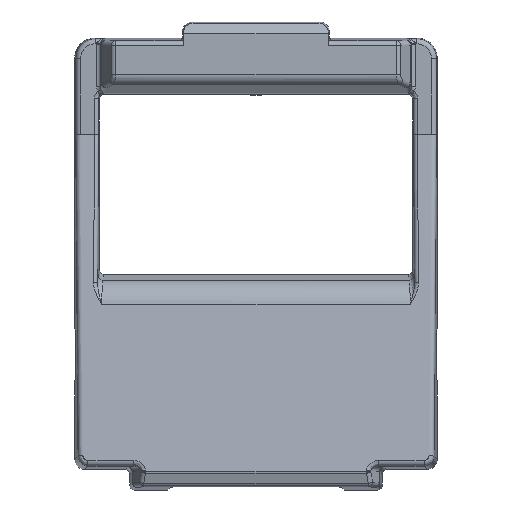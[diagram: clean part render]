
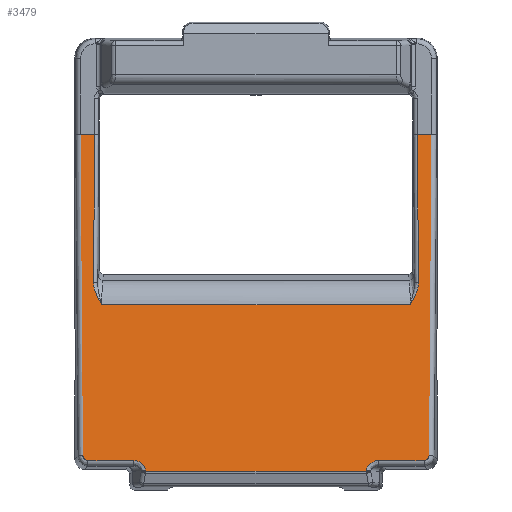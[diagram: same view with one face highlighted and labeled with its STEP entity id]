
A CAD part, top view. The second image highlights one B-rep face of the part: STEP entity #3479.
In plain terms, the highlighted face is planar.
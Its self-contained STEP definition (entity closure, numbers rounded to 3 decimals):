
#1549=CARTESIAN_POINT('',(-25.31,-1.425,17.92));
#1550=VERTEX_POINT('',#1549);
#1558=CARTESIAN_POINT('',(-25.31,-1.425,16.485));
#1559=VERTEX_POINT('',#1558);
#1560=CARTESIAN_POINT('',(-25.31,-1.425,17.92));
#1561=DIRECTION('',(0.0,0.0,-1.0));
#1562=VECTOR('',#1561,1.436);
#1563=LINE('',#1560,#1562);
#1564=EDGE_CURVE('',#1550,#1559,#1563,.T.);
#2232=CARTESIAN_POINT('',(8.005,3.257,-12.5));
#2233=VERTEX_POINT('',#2232);
#2234=CARTESIAN_POINT('',(8.974,3.393,-11.297));
#2235=VERTEX_POINT('',#2234);
#2236=CARTESIAN_POINT('',(9.,3.397,-12.449));
#2237=DIRECTION('',(-0.139,0.99,0.));
#2238=DIRECTION('',(0.148,0.021,0.989));
#2239=AXIS2_PLACEMENT_3D('',#2236,#2237,#2238);
#2240=ELLIPSE('',#2239,1.159,1.0);
#2241=EDGE_CURVE('',#2233,#2235,#2240,.T.);
#2414=CARTESIAN_POINT('',(8.005,3.257,12.5));
#2415=VERTEX_POINT('',#2414);
#2432=CARTESIAN_POINT('',(8.974,3.393,11.297));
#2433=VERTEX_POINT('',#2432);
#2441=CARTESIAN_POINT('',(9.,3.397,12.449));
#2442=DIRECTION('',(-0.139,0.99,0.));
#2443=DIRECTION('',(0.148,0.021,-0.989));
#2444=AXIS2_PLACEMENT_3D('',#2441,#2442,#2443);
#2445=ELLIPSE('',#2444,1.159,1.);
#2446=EDGE_CURVE('',#2433,#2415,#2445,.T.);
#2585=CARTESIAN_POINT('',(9.09,3.41,-11.287));
#2586=VERTEX_POINT('',#2585);
#2620=CARTESIAN_POINT('',(9.09,3.41,11.287));
#2621=VERTEX_POINT('',#2620);
#2654=CARTESIAN_POINT('',(9.09,3.41,11.287));
#2655=DIRECTION('',(-0.987,-0.139,0.08));
#2656=VECTOR('',#2655,0.118);
#2657=LINE('',#2654,#2656);
#2658=EDGE_CURVE('',#2621,#2433,#2657,.T.);
#2676=CARTESIAN_POINT('',(9.09,3.41,-11.287));
#2677=DIRECTION('',(0.0,0.0,1.0));
#2678=VECTOR('',#2677,22.575);
#2679=LINE('',#2676,#2678);
#2680=EDGE_CURVE('',#2586,#2621,#2679,.T.);
#2831=CARTESIAN_POINT('',(8.974,3.393,-11.297));
#2832=DIRECTION('',(0.987,0.139,0.08));
#2833=VECTOR('',#2832,0.118);
#2834=LINE('',#2831,#2833);
#2835=EDGE_CURVE('',#2235,#2586,#2834,.T.);
#2974=CARTESIAN_POINT('',(7.51,3.187,17.679));
#2975=VERTEX_POINT('',#2974);
#2983=CARTESIAN_POINT('',(7.51,3.187,17.679));
#2984=DIRECTION('',(-0.99,-0.139,0.007));
#2985=VECTOR('',#2984,33.143);
#2986=LINE('',#2983,#2985);
#2987=EDGE_CURVE('',#2975,#1550,#2986,.T.);
#3053=CARTESIAN_POINT('',(8.005,3.257,17.176));
#3054=VERTEX_POINT('',#3053);
#3062=CARTESIAN_POINT('',(7.508,3.187,17.178));
#3063=DIRECTION('',(0.139,-0.99,0.0));
#3064=DIRECTION('',(0.849,0.119,-0.515));
#3065=AXIS2_PLACEMENT_3D('',#3062,#3063,#3064);
#3066=ELLIPSE('',#3065,0.503,0.5);
#3067=EDGE_CURVE('',#3054,#2975,#3066,.T.);
#3086=CARTESIAN_POINT('',(8.005,3.257,12.5));
#3087=DIRECTION('',(0.0,0.0,1.0));
#3088=VECTOR('',#3087,4.676);
#3089=LINE('',#3086,#3088);
#3090=EDGE_CURVE('',#2415,#3054,#3089,.T.);
#3163=CARTESIAN_POINT('',(8.005,3.257,-17.176));
#3164=VERTEX_POINT('',#3163);
#3172=CARTESIAN_POINT('',(8.005,3.257,-17.176));
#3173=DIRECTION('',(0.0,0.0,1.0));
#3174=VECTOR('',#3173,4.676);
#3175=LINE('',#3172,#3174);
#3176=EDGE_CURVE('',#3164,#2233,#3175,.T.);
#3239=CARTESIAN_POINT('',(7.51,3.187,-17.679));
#3240=VERTEX_POINT('',#3239);
#3248=CARTESIAN_POINT('',(7.508,3.187,-17.178));
#3249=DIRECTION('',(0.139,-0.99,0.0));
#3250=DIRECTION('',(0.849,0.119,0.515));
#3251=AXIS2_PLACEMENT_3D('',#3248,#3249,#3250);
#3252=ELLIPSE('',#3251,0.503,0.5);
#3253=EDGE_CURVE('',#3240,#3164,#3252,.T.);
#3271=CARTESIAN_POINT('',(-25.31,-1.425,-17.92));
#3272=VERTEX_POINT('',#3271);
#3280=CARTESIAN_POINT('',(-25.31,-1.425,-17.92));
#3281=DIRECTION('',(0.99,0.139,0.007));
#3282=VECTOR('',#3281,33.143);
#3283=LINE('',#3280,#3282);
#3284=EDGE_CURVE('',#3272,#3240,#3283,.T.);
#3400=CARTESIAN_POINT('',(9.2,3.425,0.0));
#3401=DIRECTION('',(-0.139,0.99,0.0));
#3402=DIRECTION('',(0.0,0.0,1.0));
#3403=AXIS2_PLACEMENT_3D('',#3400,#3401,#3402);
#3404=PLANE('',#3403);
#3405=ORIENTED_EDGE('',*,*,#2987,.F.);
#3406=ORIENTED_EDGE('',*,*,#3067,.F.);
#3407=ORIENTED_EDGE('',*,*,#3090,.F.);
#3408=ORIENTED_EDGE('',*,*,#2446,.F.);
#3409=ORIENTED_EDGE('',*,*,#2658,.F.);
#3410=ORIENTED_EDGE('',*,*,#2680,.F.);
#3411=ORIENTED_EDGE('',*,*,#2835,.F.);
#3412=ORIENTED_EDGE('',*,*,#2241,.F.);
#3413=ORIENTED_EDGE('',*,*,#3176,.F.);
#3414=ORIENTED_EDGE('',*,*,#3253,.F.);
#3415=ORIENTED_EDGE('',*,*,#3284,.F.);
#3416=CARTESIAN_POINT('',(-25.31,-1.425,-16.485));
#3417=VERTEX_POINT('',#3416);
#3418=CARTESIAN_POINT('',(-25.31,-1.425,-16.485));
#3419=DIRECTION('',(0.0,0.0,-1.0));
#3420=VECTOR('',#3419,1.436);
#3421=LINE('',#3418,#3420);
#3422=EDGE_CURVE('',#3417,#3272,#3421,.T.);
#3423=ORIENTED_EDGE('',*,*,#3422,.F.);
#3424=CARTESIAN_POINT('',(-10.191,0.7,-16.596));
#3425=VERTEX_POINT('',#3424);
#3426=CARTESIAN_POINT('',(-10.191,0.7,-16.596));
#3427=DIRECTION('',(-0.99,-0.139,0.007));
#3428=VECTOR('',#3427,15.267);
#3429=LINE('',#3426,#3428);
#3430=EDGE_CURVE('',#3425,#3417,#3429,.T.);
#3431=ORIENTED_EDGE('',*,*,#3430,.F.);
#3432=CARTESIAN_POINT('',(-7.917,1.019,-15.758));
#3433=VERTEX_POINT('',#3432);
#3434=CARTESIAN_POINT('',(-7.917,1.019,-15.758));
#3435=CARTESIAN_POINT('',(-8.167,0.984,-15.904));
#3436=CARTESIAN_POINT('',(-8.421,0.949,-16.05));
#3437=CARTESIAN_POINT('',(-8.916,0.879,-16.294));
#3438=CARTESIAN_POINT('',(-9.156,0.845,-16.397));
#3439=CARTESIAN_POINT('',(-9.563,0.788,-16.519));
#3440=CARTESIAN_POINT('',(-9.724,0.765,-16.556));
#3441=CARTESIAN_POINT('',(-9.987,0.728,-16.59));
#3442=CARTESIAN_POINT('',(-10.09,0.714,-16.597));
#3443=CARTESIAN_POINT('',(-10.191,0.7,-16.596));
#3444=B_SPLINE_CURVE_WITH_KNOTS('',3,(#3434,#3435,#3436,#3437,#3438,#3439,#3440,#3441,#3442,#3443),.UNSPECIFIED.,.F.,.U.,(4,2,2,2,4),(-0.003,0.873,1.663,2.156,2.465),.UNSPECIFIED.);
#3445=EDGE_CURVE('',#3433,#3425,#3444,.T.);
#3446=ORIENTED_EDGE('',*,*,#3445,.F.);
#3447=CARTESIAN_POINT('',(-7.917,1.019,15.758));
#3448=VERTEX_POINT('',#3447);
#3449=CARTESIAN_POINT('',(-7.917,1.019,15.758));
#3450=DIRECTION('',(0.0,0.0,-1.0));
#3451=VECTOR('',#3450,31.516);
#3452=LINE('',#3449,#3451);
#3453=EDGE_CURVE('',#3448,#3433,#3452,.T.);
#3454=ORIENTED_EDGE('',*,*,#3453,.F.);
#3455=CARTESIAN_POINT('',(-10.191,0.7,16.596));
#3456=VERTEX_POINT('',#3455);
#3457=CARTESIAN_POINT('',(-10.191,0.7,16.596));
#3458=CARTESIAN_POINT('',(-10.09,0.714,16.597));
#3459=CARTESIAN_POINT('',(-9.987,0.728,16.59));
#3460=CARTESIAN_POINT('',(-9.724,0.765,16.556));
#3461=CARTESIAN_POINT('',(-9.563,0.788,16.519));
#3462=CARTESIAN_POINT('',(-9.156,0.845,16.397));
#3463=CARTESIAN_POINT('',(-8.916,0.879,16.294));
#3464=CARTESIAN_POINT('',(-8.421,0.949,16.05));
#3465=CARTESIAN_POINT('',(-8.167,0.984,15.904));
#3466=CARTESIAN_POINT('',(-7.917,1.019,15.758));
#3467=B_SPLINE_CURVE_WITH_KNOTS('',3,(#3457,#3458,#3459,#3460,#3461,#3462,#3463,#3464,#3465,#3466),.UNSPECIFIED.,.F.,.U.,(4,2,2,2,4),(0.,0.308,0.802,1.591,2.467),.UNSPECIFIED.);
#3468=EDGE_CURVE('',#3456,#3448,#3467,.T.);
#3469=ORIENTED_EDGE('',*,*,#3468,.F.);
#3470=CARTESIAN_POINT('',(-25.31,-1.425,16.485));
#3471=DIRECTION('',(0.99,0.139,0.007));
#3472=VECTOR('',#3471,15.267);
#3473=LINE('',#3470,#3472);
#3474=EDGE_CURVE('',#1559,#3456,#3473,.T.);
#3475=ORIENTED_EDGE('',*,*,#3474,.F.);
#3476=ORIENTED_EDGE('',*,*,#1564,.F.);
#3477=EDGE_LOOP('',(#3405,#3406,#3407,#3408,#3409,#3410,#3411,#3412,#3413,#3414,#3415,#3423,#3431,#3446,#3454,#3469,#3475,#3476));
#3478=FACE_OUTER_BOUND('',#3477,.T.);
#3479=ADVANCED_FACE('',(#3478),#3404,.T.);
